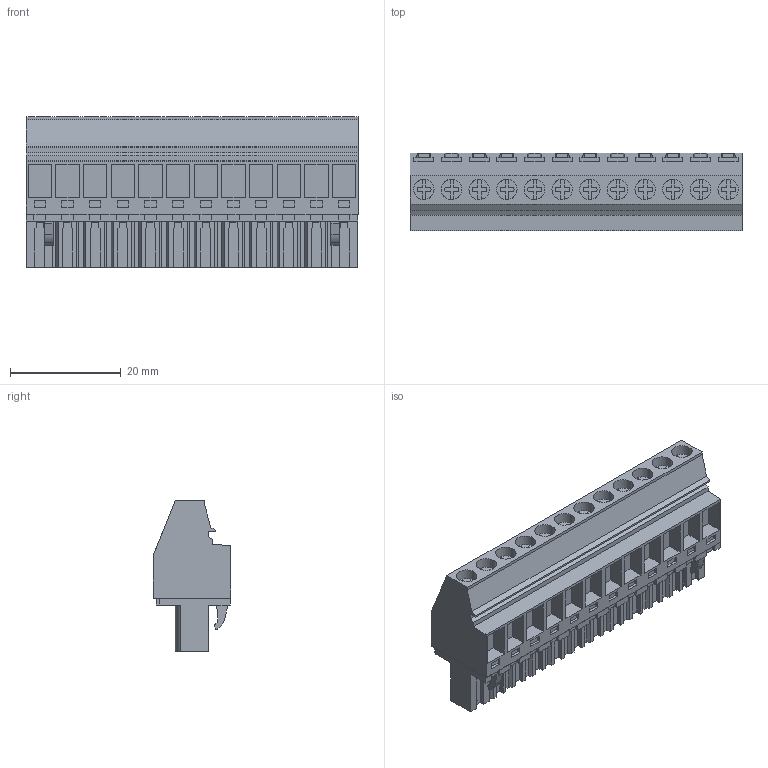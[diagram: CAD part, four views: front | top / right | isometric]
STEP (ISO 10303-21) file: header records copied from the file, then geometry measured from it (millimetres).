
FILE_DESCRIPTION(('CATIA V5 STEP Exchange','CAx-IF Rec.Pracs.--- Model Styling and Organization---1.2---2011-12-15'),'2;1');
FILE_NAME ('D1460463_0_1959000000_1959000000.stp','2017-09-20T15:13:00+00:00',('none'),('Weidmueller'),'CATIA Version 5-6 Release 2014','CATIA V5 STEP AP214','none');
FILE_SCHEMA(('AUTOMOTIVE_DESIGN { 1 0 10303 214 1 1 1 1 }'));
Length unit declared in the file: millimetre
Products named in the file (1): 1959000000
Bounding box: 60 x 14.05 x 27.2 mm (x, y, z)
Volume: 13674.9 mm3; surface area: 8041.6 mm2
Topology: 13 solids, 13 shells, 778 faces, 2142 edges, 1439 vertices
Faces by surface type: plane 662, cylinder 106, extrusion 10
Entity records: 22808 total; most frequent: ORIENTED_EDGE 4284, CARTESIAN_POINT 4237, DIRECTION 3022, EDGE_CURVE 2142, VECTOR 1864, LINE 1854, VERTEX_POINT 1439, EDGE_LOOP 827
